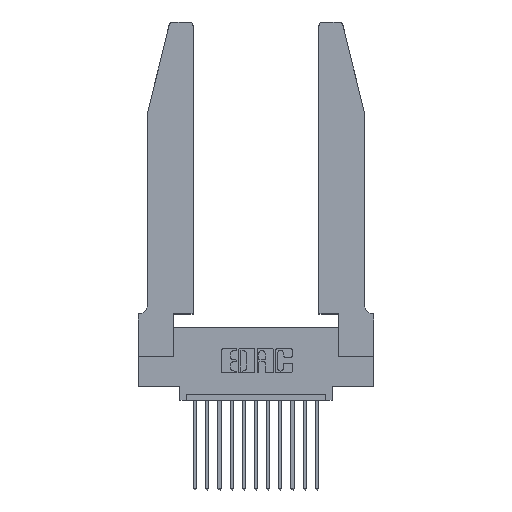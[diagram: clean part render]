
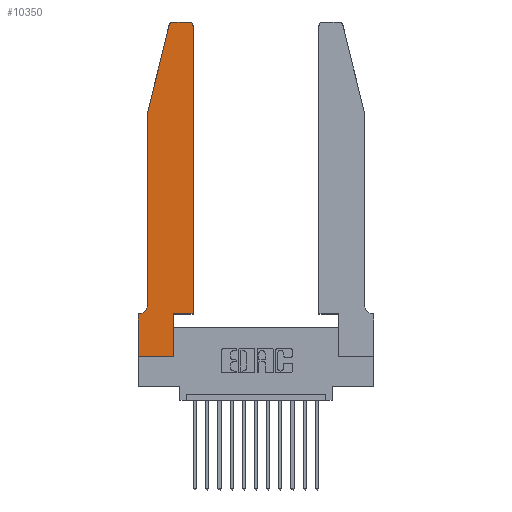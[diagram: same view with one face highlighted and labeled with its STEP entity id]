
A CAD part, top view. The second image highlights one B-rep face of the part: STEP entity #10350.
In plain terms, the highlighted planar face has unit normal (0, 0, 1).
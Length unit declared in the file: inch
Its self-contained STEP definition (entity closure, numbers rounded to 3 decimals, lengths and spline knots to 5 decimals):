
#258 = VERTEX_POINT ( 'NONE', #810 ) ;
#467 = CARTESIAN_POINT ( 'NONE',  ( 0.0755, 2., 0.37 ) ) ;
#810 = CARTESIAN_POINT ( 'NONE',  ( 0.4205, 2.75, 0.37 ) ) ;
#839 = CARTESIAN_POINT ( 'NONE',  ( 0.2865, 0.35, 0.37 ) ) ;
#1263 = AXIS2_PLACEMENT_3D ( 'NONE', #9771, #1775, #7148 ) ;
#1296 = CARTESIAN_POINT ( 'NONE',  ( 0.0755, 2., 0.37 ) ) ;
#1692 = VECTOR ( 'NONE', #14688, 39.37008 ) ;
#1775 = DIRECTION ( 'NONE',  ( 0., 0., -1. ) ) ;
#1814 = LINE ( 'NONE', #467, #3479 ) ;
#1885 = DIRECTION ( 'NONE',  ( -1., 0., 0. ) ) ;
#1977 = EDGE_CURVE ( 'NONE', #15857, #11616, #3110, .T. ) ;
#2028 = VERTEX_POINT ( 'NONE', #1296 ) ;
#2245 = DIRECTION ( 'NONE',  ( 1., 0., 0. ) ) ;
#2324 = CARTESIAN_POINT ( 'NONE',  ( 0.2865, 0.35, 0.37 ) ) ;
#2523 = CARTESIAN_POINT ( 'NONE',  ( 0., 0., 0.37 ) ) ;
#2596 = EDGE_CURVE ( 'NONE', #14133, #5729, #8549, .T. ) ;
#2776 = ORIENTED_EDGE ( 'NONE', *, *, #7269, .T. ) ;
#3110 = CIRCLE ( 'NONE', #8412, 0.03 ) ;
#3460 = DIRECTION ( 'NONE',  ( 0., -1., 0. ) ) ;
#3479 = VECTOR ( 'NONE', #11031, 39.37008 ) ;
#3736 = EDGE_CURVE ( 'NONE', #11616, #2028, #1814, .T. ) ;
#4186 = VERTEX_POINT ( 'NONE', #7795 ) ;
#4263 = VECTOR ( 'NONE', #15529, 39.37008 ) ;
#4959 = ORIENTED_EDGE ( 'NONE', *, *, #14159, .T. ) ;
#4968 = VERTEX_POINT ( 'NONE', #7895 ) ;
#5056 = CARTESIAN_POINT ( 'NONE',  ( 0.4205, 2.72, 0.37 ) ) ;
#5111 = CARTESIAN_POINT ( 'NONE',  ( 0.284, 2.75, 0.37 ) ) ;
#5155 = CARTESIAN_POINT ( 'NONE',  ( 0.0055, 0.35, 0.37 ) ) ;
#5325 = FACE_OUTER_BOUND ( 'NONE', #15539, .T. ) ;
#5468 = EDGE_CURVE ( 'NONE', #4186, #10231, #14944, .T. ) ;
#5729 = VERTEX_POINT ( 'NONE', #17331 ) ;
#6010 = AXIS2_PLACEMENT_3D ( 'NONE', #5056, #8171, #9252 ) ;
#6014 = DIRECTION ( 'NONE',  ( 0., 0., 1. ) ) ;
#6111 = VERTEX_POINT ( 'NONE', #5155 ) ;
#6163 = CARTESIAN_POINT ( 'NONE',  ( 0.0755, 0.42, 0.37 ) ) ;
#6312 = DIRECTION ( 'NONE',  ( 0., 0., 1. ) ) ;
#6330 = CARTESIAN_POINT ( 'NONE',  ( 0.0755, 2., 0.37 ) ) ;
#6786 = EDGE_CURVE ( 'NONE', #8732, #6111, #13221, .T. ) ;
#6930 = EDGE_CURVE ( 'NONE', #4968, #4186, #9188, .T. ) ;
#6934 = LINE ( 'NONE', #11197, #14676 ) ;
#7148 = DIRECTION ( 'NONE',  ( -1., 0., 0. ) ) ;
#7269 = EDGE_CURVE ( 'NONE', #5729, #258, #11527, .T. ) ;
#7354 = DIRECTION ( 'NONE',  ( 1., 0., 0. ) ) ;
#7795 = CARTESIAN_POINT ( 'NONE',  ( 0.2865, 0., 0.37 ) ) ;
#7895 = CARTESIAN_POINT ( 'NONE',  ( 0., 0., 0.37 ) ) ;
#8023 = ORIENTED_EDGE ( 'NONE', *, *, #2596, .T. ) ;
#8171 = DIRECTION ( 'NONE',  ( 0., 0., 1. ) ) ;
#8244 = LINE ( 'NONE', #16694, #9468 ) ;
#8330 = CARTESIAN_POINT ( 'NONE',  ( 0.25487, 2.72718, 0.37 ) ) ;
#8412 = AXIS2_PLACEMENT_3D ( 'NONE', #14033, #6014, #7354 ) ;
#8549 = LINE ( 'NONE', #9880, #11699 ) ;
#8732 = VERTEX_POINT ( 'NONE', #6163 ) ;
#9117 = PLANE ( 'NONE',  #10749 ) ;
#9188 = LINE ( 'NONE', #2523, #1692 ) ;
#9252 = DIRECTION ( 'NONE',  ( 1., 0., 0. ) ) ;
#9468 = VECTOR ( 'NONE', #3460, 39.37008 ) ;
#9473 = ORIENTED_EDGE ( 'NONE', *, *, #1977, .T. ) ;
#9771 = CARTESIAN_POINT ( 'NONE',  ( 0.0055, 0.42, 0.37 ) ) ;
#9880 = CARTESIAN_POINT ( 'NONE',  ( 0.4505, 0.35, 0.37 ) ) ;
#10022 = DIRECTION ( 'NONE',  ( -1., 0., 0. ) ) ;
#10059 = EDGE_CURVE ( 'NONE', #10231, #14133, #14173, .T. ) ;
#10231 = VERTEX_POINT ( 'NONE', #839 ) ;
#10350 = ADVANCED_FACE ( 'NONE', ( #5325 ), #9117, .T. ) ;
#10749 = AXIS2_PLACEMENT_3D ( 'NONE', #15865, #6312, #11862 ) ;
#10805 = ORIENTED_EDGE ( 'NONE', *, *, #3736, .T. ) ;
#11031 = DIRECTION ( 'NONE',  ( -0.239, -0.971, 0. ) ) ;
#11127 = ORIENTED_EDGE ( 'NONE', *, *, #13882, .T. ) ;
#11197 = CARTESIAN_POINT ( 'NONE',  ( 0.2605, 2.75, 0.37 ) ) ;
#11227 = LINE ( 'NONE', #16590, #12681 ) ;
#11300 = CARTESIAN_POINT ( 'NONE',  ( 0.4505, 0.35, 0.37 ) ) ;
#11527 = CIRCLE ( 'NONE', #6010, 0.03 ) ;
#11616 = VERTEX_POINT ( 'NONE', #8330 ) ;
#11699 = VECTOR ( 'NONE', #16632, 39.37008 ) ;
#11781 = EDGE_CURVE ( 'NONE', #12522, #4968, #8244, .T. ) ;
#11862 = DIRECTION ( 'NONE',  ( 1., 0., 0. ) ) ;
#12077 = VECTOR ( 'NONE', #17060, 39.37008 ) ;
#12285 = LINE ( 'NONE', #6330, #12077 ) ;
#12309 = VECTOR ( 'NONE', #2245, 39.37008 ) ;
#12522 = VERTEX_POINT ( 'NONE', #16053 ) ;
#12574 = ORIENTED_EDGE ( 'NONE', *, *, #11781, .T. ) ;
#12681 = VECTOR ( 'NONE', #10022, 39.37008 ) ;
#13160 = ORIENTED_EDGE ( 'NONE', *, *, #5468, .T. ) ;
#13221 = CIRCLE ( 'NONE', #1263, 0.07 ) ;
#13255 = ORIENTED_EDGE ( 'NONE', *, *, #6930, .T. ) ;
#13882 = EDGE_CURVE ( 'NONE', #2028, #8732, #12285, .T. ) ;
#14033 = CARTESIAN_POINT ( 'NONE',  ( 0.284, 2.72, 0.37 ) ) ;
#14133 = VERTEX_POINT ( 'NONE', #11300 ) ;
#14153 = ORIENTED_EDGE ( 'NONE', *, *, #16343, .T. ) ;
#14159 = EDGE_CURVE ( 'NONE', #6111, #12522, #11227, .T. ) ;
#14173 = LINE ( 'NONE', #17144, #12309 ) ;
#14298 = ORIENTED_EDGE ( 'NONE', *, *, #10059, .T. ) ;
#14676 = VECTOR ( 'NONE', #1885, 39.37008 ) ;
#14688 = DIRECTION ( 'NONE',  ( 1., 0., 0. ) ) ;
#14892 = ORIENTED_EDGE ( 'NONE', *, *, #6786, .T. ) ;
#14944 = LINE ( 'NONE', #2324, #4263 ) ;
#15529 = DIRECTION ( 'NONE',  ( 0., 1., 0. ) ) ;
#15539 = EDGE_LOOP ( 'NONE', ( #14153, #9473, #10805, #11127, #14892, #4959, #12574, #13255, #13160, #14298, #8023, #2776 ) ) ;
#15857 = VERTEX_POINT ( 'NONE', #5111 ) ;
#15865 = CARTESIAN_POINT ( 'NONE',  ( 0., 0.35, 0.37 ) ) ;
#16053 = CARTESIAN_POINT ( 'NONE',  ( 0., 0.35, 0.37 ) ) ;
#16343 = EDGE_CURVE ( 'NONE', #258, #15857, #6934, .T. ) ;
#16590 = CARTESIAN_POINT ( 'NONE',  ( 0.0755, 0.35, 0.37 ) ) ;
#16632 = DIRECTION ( 'NONE',  ( 0., 1., 0. ) ) ;
#16694 = CARTESIAN_POINT ( 'NONE',  ( 0., 0., 0.37 ) ) ;
#17060 = DIRECTION ( 'NONE',  ( 0., -1., 0. ) ) ;
#17144 = CARTESIAN_POINT ( 'NONE',  ( 0.4505, 0.35, 0.37 ) ) ;
#17331 = CARTESIAN_POINT ( 'NONE',  ( 0.4505, 2.72, 0.37 ) ) ;
